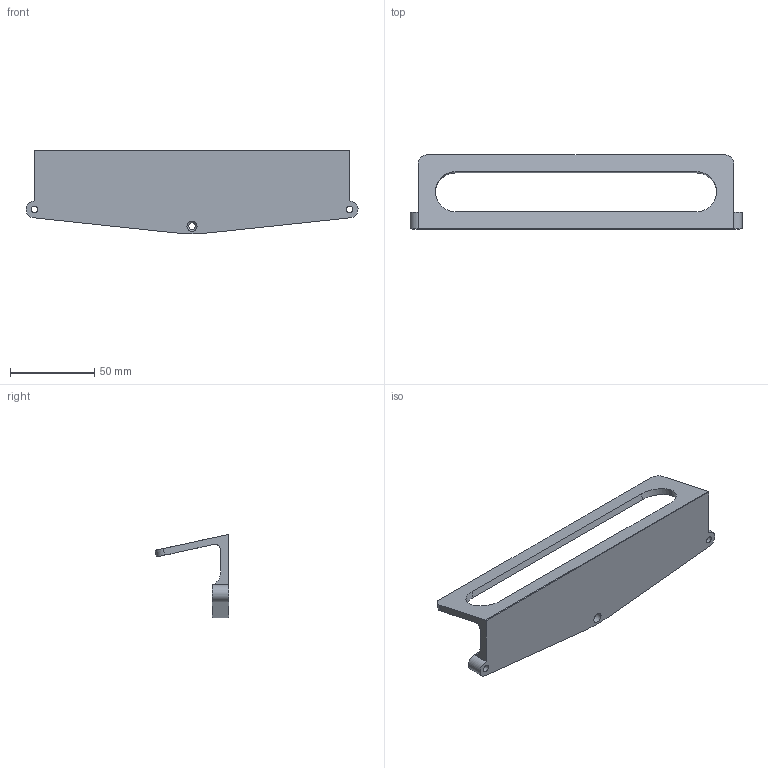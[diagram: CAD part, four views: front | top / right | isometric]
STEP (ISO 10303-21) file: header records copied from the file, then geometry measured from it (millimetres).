
FILE_DESCRIPTION(/* description */ (''),/* implementation_level */ '2;1');
FILE_NAME(/* name */ 'wordclock_tablestand.step',/* time_stamp */ '2023-01-15T17:21:27+01:00',/* author */ (''),/* organization */ (''),/* preprocessor_version */ 'ST-DEVELOPER v19.2',/* originating_system */ 'Autodesk Translation Framework v11.17.0.187',/* authorisation */ '');
FILE_SCHEMA (('AUTOMOTIVE_DESIGN { 1 0 10303 214 3 1 1 }'));
Length unit declared in the file: millimetre
Products named in the file (1): wordclock_tablestand
Bounding box: 196.99 x 43.87 x 49.36 mm (x, y, z)
Volume: 71840.2 mm3; surface area: 28989.9 mm2
Topology: 1 solids, 1 shells, 34 faces, 93 edges, 60 vertices
Faces by surface type: cylinder 16, plane 15, cone 3
Full cylindrical faces by diameter (mm): 4 x3, 6 x1
Entity records: 1136 total; most frequent: DIRECTION 197, CARTESIAN_POINT 194, ORIENTED_EDGE 186, EDGE_CURVE 93, AXIS2_PLACEMENT_3D 71, VERTEX_POINT 60, LINE 55, VECTOR 55
